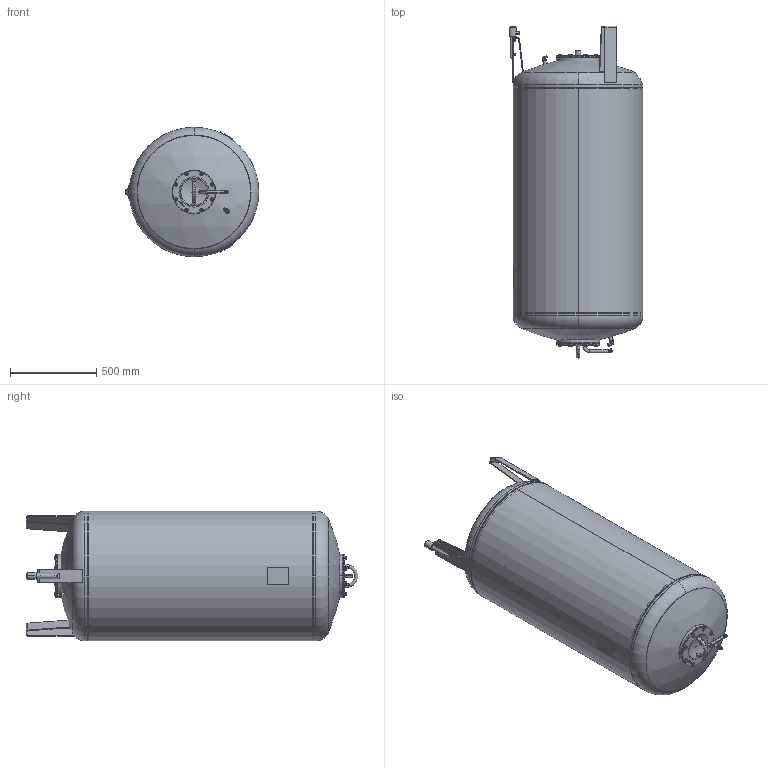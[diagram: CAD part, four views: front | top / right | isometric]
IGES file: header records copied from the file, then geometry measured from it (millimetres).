
Global section: file name: No Iges File Name specified; native system: Autodesk Inventor 2009; preprocessor: AutoDesk Inventor Iges Exporter R2009; author: CADJOBServer; date: 20091012.105136; units: millimetre
Bounding box: 773.72 x 1921.23 x 750 mm (x, y, z)
Volume: 24017947.8 mm3; surface area: 11993606 mm2
Topology: 29 solids, 29 shells, 1783 faces, 4406 edges, 2796 vertices
Faces by surface type: plane 663, bspline 294, revolution 269, cylinder 259, cone 231, torus 60, sphere 7
